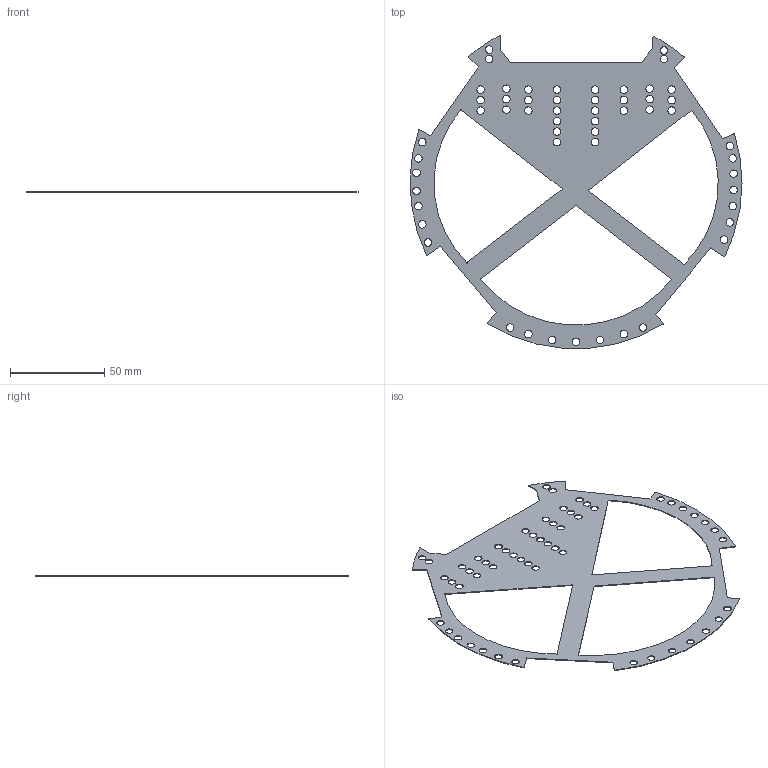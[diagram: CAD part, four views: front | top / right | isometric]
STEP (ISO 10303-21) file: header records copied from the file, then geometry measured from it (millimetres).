
FILE_DESCRIPTION(('Open CASCADE Model'),'2;1');
FILE_NAME('Open CASCADE Shape Model','2023-12-21T12:56:17',('Author'),( 'Open CASCADE'),'Open CASCADE STEP processor 6.8','Open CASCADE 6.8' ,'Unknown');
FILE_SCHEMA(('AUTOMOTIVE_DESIGN { 1 0 10303 214 1 1 1 1 }'));
Length unit declared in the file: millimetre
Products named in the file (4): PCB; Board; Open CASCADE STEP translator 6.8 2.1.1; Open CASCADE STEP translator 6.8 2.1.1.1
Assembly tree (3 placements, depth 4):
  PCB
    Board
      Open CASCADE STEP translator 6.8 2.1.1
        Open CASCADE STEP translator 6.8 2.1.1.1
Bounding box: 176.54 x 166.32 x 0.41 mm (x, y, z)
Volume: 4306 mm3; surface area: 21753.6 mm2
Topology: 1 solids, 1 shells, 120 faces, 354 edges, 236 vertices
Faces by surface type: cylinder 95, plane 25
Full cylindrical faces by diameter (mm): 4 x55
Entity records: 4415 total; most frequent: DIRECTION 792, CARTESIAN_POINT 714, ORIENTED_EDGE 708, EDGE_CURVE 354, AXIS2_PLACEMENT_3D 314, FACE_BOUND 236, EDGE_LOOP 236, VERTEX_POINT 236
